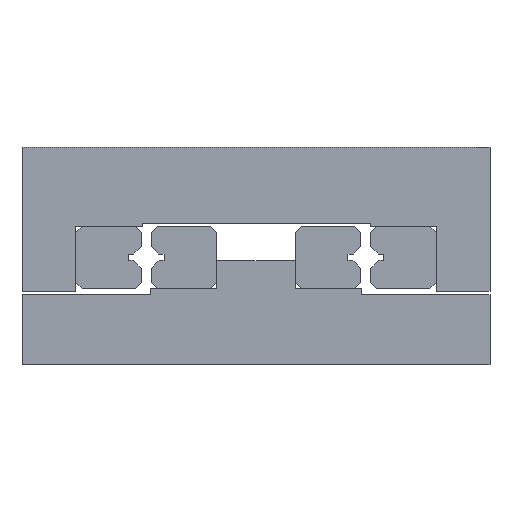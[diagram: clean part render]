
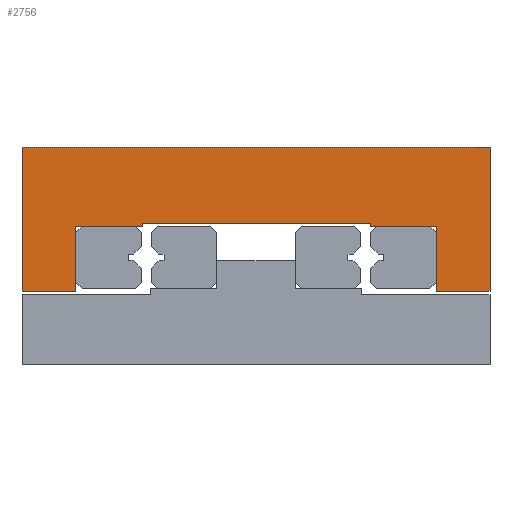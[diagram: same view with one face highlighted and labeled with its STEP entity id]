
A CAD part, front view. The second image highlights one B-rep face of the part: STEP entity #2756.
In plain terms, the highlighted planar face has unit normal (0, -1, 0).
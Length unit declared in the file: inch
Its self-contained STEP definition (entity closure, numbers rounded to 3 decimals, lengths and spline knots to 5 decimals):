
#2310=CARTESIAN_POINT('',(-0.909,-1.08,-0.364));
#2311=VERTEX_POINT('',#2310);
#2318=CARTESIAN_POINT('',(-1.181,-1.08,-0.364));
#2319=VERTEX_POINT('',#2318);
#2320=CARTESIAN_POINT('',(-0.909,-1.08,-0.364));
#2321=DIRECTION('',(-1.0,0.0,0.0));
#2322=VECTOR('',#2321,0.272);
#2323=LINE('',#2320,#2322);
#2324=EDGE_CURVE('',#2311,#2319,#2323,.T.);
#2341=CARTESIAN_POINT('',(-0.909,-1.08,-0.036));
#2342=VERTEX_POINT('',#2341);
#2349=CARTESIAN_POINT('',(-0.909,-1.08,-0.036));
#2350=DIRECTION('',(0.0,0.0,-1.0));
#2351=VECTOR('',#2350,0.328);
#2352=LINE('',#2349,#2351);
#2353=EDGE_CURVE('',#2342,#2311,#2352,.T.);
#2365=CARTESIAN_POINT('',(-0.57433,-1.08,-0.036));
#2366=VERTEX_POINT('',#2365);
#2373=CARTESIAN_POINT('',(-0.57433,-1.08,-0.036));
#2374=DIRECTION('',(-1.0,0.0,0.0));
#2375=VECTOR('',#2374,0.33467);
#2376=LINE('',#2373,#2375);
#2377=EDGE_CURVE('',#2366,#2342,#2376,.T.);
#2389=CARTESIAN_POINT('',(-0.57433,-1.08,-0.02));
#2390=VERTEX_POINT('',#2389);
#2397=CARTESIAN_POINT('',(-0.57433,-1.08,-0.02));
#2398=DIRECTION('',(0.0,0.0,-1.0));
#2399=VECTOR('',#2398,0.016);
#2400=LINE('',#2397,#2399);
#2401=EDGE_CURVE('',#2390,#2366,#2400,.T.);
#2413=CARTESIAN_POINT('',(0.58026,-1.08,-0.02));
#2414=VERTEX_POINT('',#2413);
#2421=CARTESIAN_POINT('',(0.58026,-1.08,-0.02));
#2422=DIRECTION('',(-1.0,0.0,0.0));
#2423=VECTOR('',#2422,1.15459);
#2424=LINE('',#2421,#2423);
#2425=EDGE_CURVE('',#2414,#2390,#2424,.T.);
#2509=CARTESIAN_POINT('',(0.58026,-1.08,-0.036));
#2510=VERTEX_POINT('',#2509);
#2517=CARTESIAN_POINT('',(0.58026,-1.08,-0.036));
#2518=DIRECTION('',(0.0,0.0,1.0));
#2519=VECTOR('',#2518,0.016);
#2520=LINE('',#2517,#2519);
#2521=EDGE_CURVE('',#2510,#2414,#2520,.T.);
#2533=CARTESIAN_POINT('',(0.909,-1.08,-0.036));
#2534=VERTEX_POINT('',#2533);
#2541=CARTESIAN_POINT('',(0.909,-1.08,-0.036));
#2542=DIRECTION('',(-1.0,0.0,0.0));
#2543=VECTOR('',#2542,0.32874);
#2544=LINE('',#2541,#2543);
#2545=EDGE_CURVE('',#2534,#2510,#2544,.T.);
#2557=CARTESIAN_POINT('',(0.909,-1.08,-0.364));
#2558=VERTEX_POINT('',#2557);
#2565=CARTESIAN_POINT('',(0.909,-1.08,-0.364));
#2566=DIRECTION('',(0.0,0.0,1.0));
#2567=VECTOR('',#2566,0.328);
#2568=LINE('',#2565,#2567);
#2569=EDGE_CURVE('',#2558,#2534,#2568,.T.);
#2581=CARTESIAN_POINT('',(1.181,-1.08,-0.364));
#2582=VERTEX_POINT('',#2581);
#2589=CARTESIAN_POINT('',(1.181,-1.08,-0.364));
#2590=DIRECTION('',(-1.0,0.0,0.0));
#2591=VECTOR('',#2590,0.272);
#2592=LINE('',#2589,#2591);
#2593=EDGE_CURVE('',#2582,#2558,#2592,.T.);
#2605=CARTESIAN_POINT('',(1.181,-1.08,0.364));
#2606=VERTEX_POINT('',#2605);
#2613=CARTESIAN_POINT('',(1.181,-1.08,0.364));
#2614=DIRECTION('',(0.0,0.0,-1.0));
#2615=VECTOR('',#2614,0.728);
#2616=LINE('',#2613,#2615);
#2617=EDGE_CURVE('',#2606,#2582,#2616,.T.);
#2629=CARTESIAN_POINT('',(-1.181,-1.08,0.364));
#2630=VERTEX_POINT('',#2629);
#2637=CARTESIAN_POINT('',(-1.181,-1.08,0.364));
#2638=DIRECTION('',(1.0,0.0,0.0));
#2639=VECTOR('',#2638,2.362);
#2640=LINE('',#2637,#2639);
#2641=EDGE_CURVE('',#2630,#2606,#2640,.T.);
#2726=CARTESIAN_POINT('',(-1.181,-1.08,-0.364));
#2727=DIRECTION('',(0.0,0.0,1.0));
#2728=VECTOR('',#2727,0.728);
#2729=LINE('',#2726,#2728);
#2730=EDGE_CURVE('',#2319,#2630,#2729,.T.);
#2737=CARTESIAN_POINT('',(0.00001,-1.08,0.07028));
#2738=DIRECTION('',(0.0,1.0,0.0));
#2739=DIRECTION('',(0.0,0.0,1.0));
#2740=AXIS2_PLACEMENT_3D('',#2737,#2738,#2739);
#2741=PLANE('',#2740);
#2742=ORIENTED_EDGE('',*,*,#2730,.F.);
#2743=ORIENTED_EDGE('',*,*,#2324,.F.);
#2744=ORIENTED_EDGE('',*,*,#2353,.F.);
#2745=ORIENTED_EDGE('',*,*,#2377,.F.);
#2746=ORIENTED_EDGE('',*,*,#2401,.F.);
#2747=ORIENTED_EDGE('',*,*,#2425,.F.);
#2748=ORIENTED_EDGE('',*,*,#2521,.F.);
#2749=ORIENTED_EDGE('',*,*,#2545,.F.);
#2750=ORIENTED_EDGE('',*,*,#2569,.F.);
#2751=ORIENTED_EDGE('',*,*,#2593,.F.);
#2752=ORIENTED_EDGE('',*,*,#2617,.F.);
#2753=ORIENTED_EDGE('',*,*,#2641,.F.);
#2754=EDGE_LOOP('',(#2742,#2743,#2744,#2745,#2746,#2747,#2748,#2749,#2750,#2751,#2752,#2753));
#2755=FACE_OUTER_BOUND('',#2754,.T.);
#2756=ADVANCED_FACE('',(#2755),#2741,.F.);
